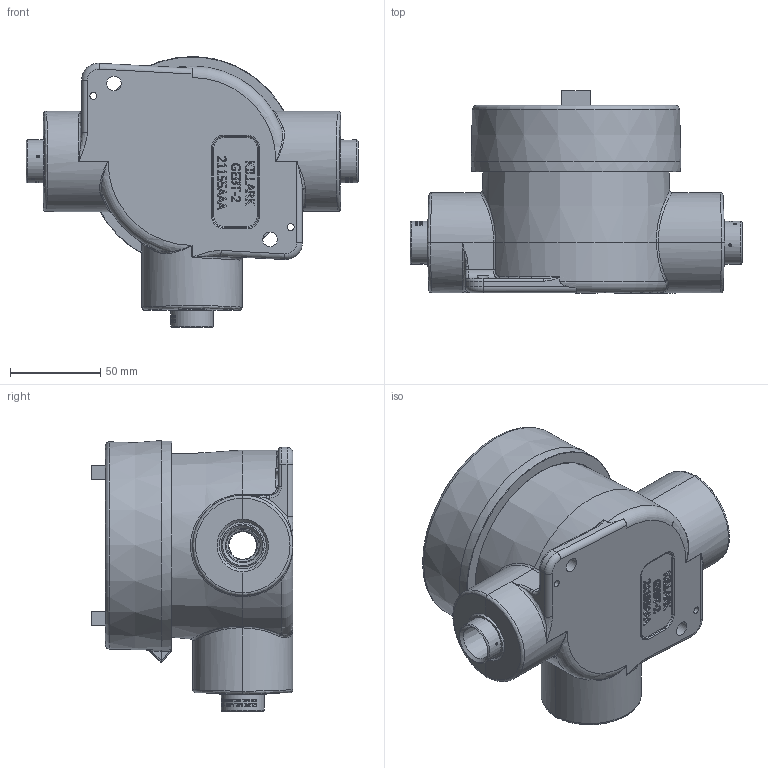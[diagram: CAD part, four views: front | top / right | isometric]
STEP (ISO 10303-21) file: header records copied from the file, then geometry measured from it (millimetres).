
FILE_DESCRIPTION(/* description */ (''),/* implementation_level */ '2;1');
FILE_NAME(/* name */ 'GEBT-1-EX.stp',/* time_stamp */ '2021-02-26T20:25:37+06:00',/* author */ ('lsugumaran'),/* organization */ (''),/* preprocessor_version */ 'ST-DEVELOPER v18',/* originating_system */ 'Autodesk Inventor 2020',/* authorisation */ '');
FILE_SCHEMA (('AUTOMOTIVE_DESIGN { 1 0 10303 214 3 1 1 }'));
Length unit declared in the file: metre
Products named in the file (4): GEBX-2; 21155; 23649AAAM; 00398
Assembly tree (5 placements, depth 2):
  GEBX-2
    21155
    23649AAAM
    00398  x3
Bounding box: 184.15 x 111.89 x 150.26 mm (x, y, z)
Volume: 682977.6 mm3; surface area: 147884.9 mm2
Topology: 5 solids, 5 shells, 2909 faces, 7774 edges, 5131 vertices
Faces by surface type: plane 1318, bspline 1173, cylinder 314, torus 66, cone 28, sphere 10
Full cylindrical faces by diameter (mm): 2.769 x2, 3.52 x1, 3.886 x2, 8.153 x2, 20.117 x3, 23.825 x3, 39.573 x3, 97.104 x1, 102.743 x1
Entity records: 153822 total; most frequent: CARTESIAN_POINT 118692, ORIENTED_EDGE 8138, DIRECTION 5257, EDGE_CURVE 4069, VERTEX_POINT 2656, LINE 2023, VECTOR 2023, EDGE_LOOP 1677
